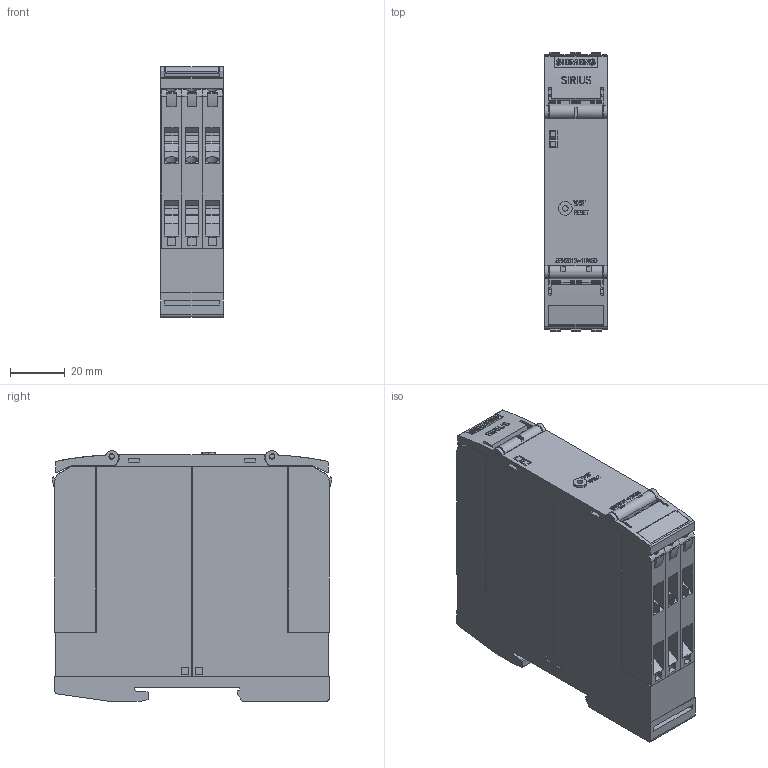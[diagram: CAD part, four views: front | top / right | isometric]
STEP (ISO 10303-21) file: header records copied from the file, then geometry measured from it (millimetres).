
FILE_DESCRIPTION(('STEP AP214'),'1');
FILE_NAME('cctmp_1781C947-62ED-4BD2-A963-11BA27E686FD_2023_07_21_09_46_44_0663..stp','2023-07-21T07:46:46',('SIEMENS A&D'),('CADClick - www.CADClick.com'),'Spatial InterOp 3D postprocessed',' ','unknown authorization');
FILE_SCHEMA(('AUTOMOTIVE_DESIGN'));
Length unit declared in the file: millimetre
Products named in the file (1): 2023_07_21_09_46_44_0578
Bounding box: 22.8 x 101.9 x 91.42 mm (x, y, z)
Volume: 184334.6 mm3; surface area: 54994.1 mm2
Topology: 1 solids, 1 shells, 1787 faces, 4975 edges, 3302 vertices
Faces by surface type: plane 1462, cylinder 273, cone 36, torus 16
Entity records: 96238 total; most frequent: CARTESIAN_POINT 11275, STYLED_ITEM 10057, PRESENTATION_STYLE_ASSIGNMENT 10057, ORIENTED_EDGE 9934, DIRECTION 9180, EDGE_CURVE 4967, CURVE_STYLE 4967, DRAUGHTING_PRE_DEFINED_CURVE_FONT 4967
